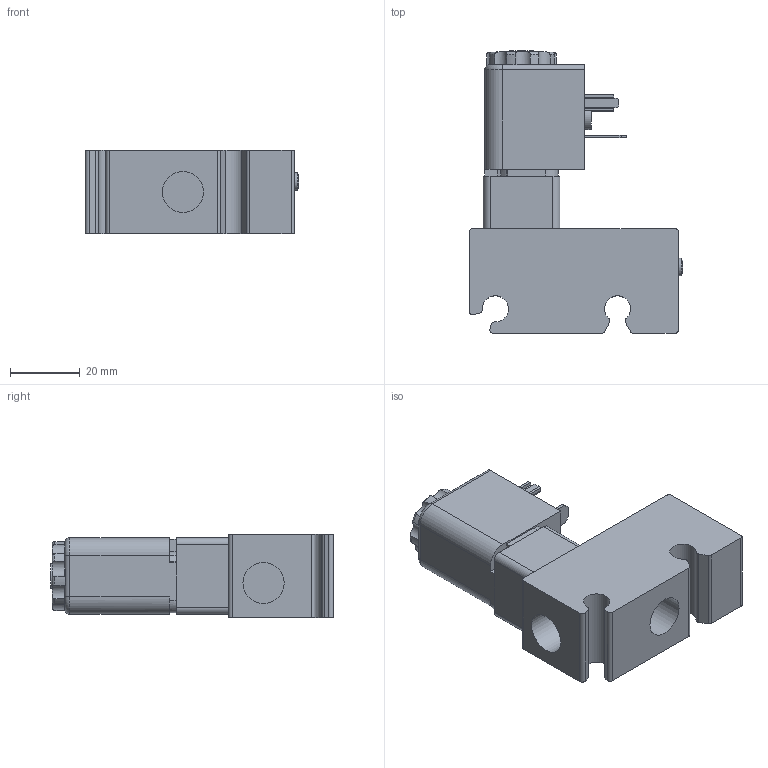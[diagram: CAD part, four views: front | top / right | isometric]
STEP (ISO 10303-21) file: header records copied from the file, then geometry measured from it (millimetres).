
FILE_DESCRIPTION((''),'2;1');
FILE_NAME('112 040 04.stp','2012-05-23T22:15:58',('Bert-Inge'),(''),'Autodesk Inventor 2012','Autodesk Inventor 2012','');
FILE_SCHEMA(('AUTOMOTIVE_DESIGN { 1 0 10303 214 1 1 1 1 }'));
Length unit declared in the file: millimetre
Products named in the file (1): 112 040 04
Bounding box: 61.2 x 81 x 24 mm (x, y, z)
Volume: 62848 mm3; surface area: 16701.2 mm2
Topology: 1 solids, 6 shells, 274 faces, 733 edges, 481 vertices
Faces by surface type: plane 131, cylinder 83, cone 29, torus 23, bspline 8
Full cylindrical faces by diameter (mm): 2.5 x1, 2.693 x4, 3 x4, 3.3 x2, 5 x1, 6.9 x1, 7.2 x1, 11.8 x3, 16 x1
Entity records: 9084 total; most frequent: CARTESIAN_POINT 2179, ORIENTED_EDGE 1364, DIRECTION 1352, EDGE_CURVE 682, AXIS2_PLACEMENT_3D 507, VERTEX_POINT 461, VECTOR 338, LINE 338
